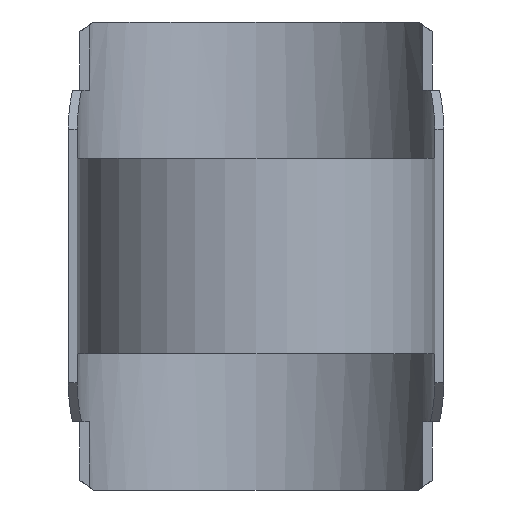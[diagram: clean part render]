
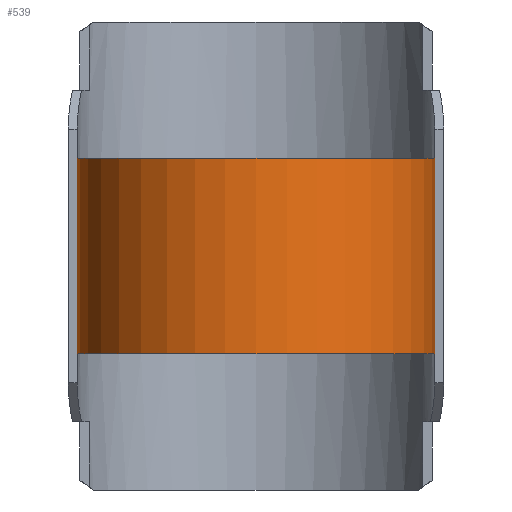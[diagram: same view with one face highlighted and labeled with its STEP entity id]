
A CAD part, front view. The second image highlights one B-rep face of the part: STEP entity #539.
In plain terms, the highlighted cylindrical face has radius 55 mm (diameter 110 mm), a partial arc.
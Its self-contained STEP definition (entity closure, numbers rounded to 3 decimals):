
#239 = VERTEX_POINT( '', #635 );
#245 = EDGE_CURVE( '', #351, #475, #641, .T. );
#349 = EDGE_CURVE( '', #351, #239, #757, .T. );
#351 = VERTEX_POINT( '', #759 );
#475 = VERTEX_POINT( '', #900 );
#499 = EDGE_CURVE( '', #475, #525, #926, .T. );
#521 = EDGE_CURVE( '', #525, #239, #949, .T. );
#525 = VERTEX_POINT( '', #953 );
#539 = ADVANCED_FACE( '', ( #970 ), #971, .T. );
#635 = CARTESIAN_POINT( '', ( 55., 0., 30. ) );
#641 = LINE( '', #1076, #1077 );
#757 = CIRCLE( '', #1276, 55. );
#759 = CARTESIAN_POINT( '', ( -55., 0., 30. ) );
#900 = CARTESIAN_POINT( '', ( -55., 0., -30. ) );
#926 = CIRCLE( '', #1526, 55. );
#949 = LINE( '', #1601, #1602 );
#953 = CARTESIAN_POINT( '', ( 55., 0., -30. ) );
#970 = FACE_OUTER_BOUND( '', #1626, .T. );
#971 = CYLINDRICAL_SURFACE( '', #1627, 55. );
#1076 = CARTESIAN_POINT( '', ( -55., 0., 0. ) );
#1077 = VECTOR( '', #1766, 1. );
#1276 = AXIS2_PLACEMENT_3D( '', #1907, #1908, #1909 );
#1526 = AXIS2_PLACEMENT_3D( '', #2125, #2126, #2127 );
#1601 = CARTESIAN_POINT( '', ( 55., 0., 0. ) );
#1602 = VECTOR( '', #2151, 1. );
#1626 = EDGE_LOOP( '', ( #2186, #2187, #2188, #2189 ) );
#1627 = AXIS2_PLACEMENT_3D( '', #2190, #2191, #2192 );
#1766 = DIRECTION( '', ( 0., 0., -1. ) );
#1907 = CARTESIAN_POINT( '', ( 0., 0., 30. ) );
#1908 = DIRECTION( '', ( 0., 0., 1. ) );
#1909 = DIRECTION( '', ( 1., 0., 0. ) );
#2125 = CARTESIAN_POINT( '', ( 0., 0., -30. ) );
#2126 = DIRECTION( '', ( 0., 0., 1. ) );
#2127 = DIRECTION( '', ( 1., 0., 0. ) );
#2151 = DIRECTION( '', ( 0., 0., 1. ) );
#2186 = ORIENTED_EDGE( '', *, *, #521, .T. );
#2187 = ORIENTED_EDGE( '', *, *, #349, .F. );
#2188 = ORIENTED_EDGE( '', *, *, #245, .T. );
#2189 = ORIENTED_EDGE( '', *, *, #499, .T. );
#2190 = CARTESIAN_POINT( '', ( 0., 0., 30. ) );
#2191 = DIRECTION( '', ( 0., 0., 1. ) );
#2192 = DIRECTION( '', ( 1., 0., 0. ) );
